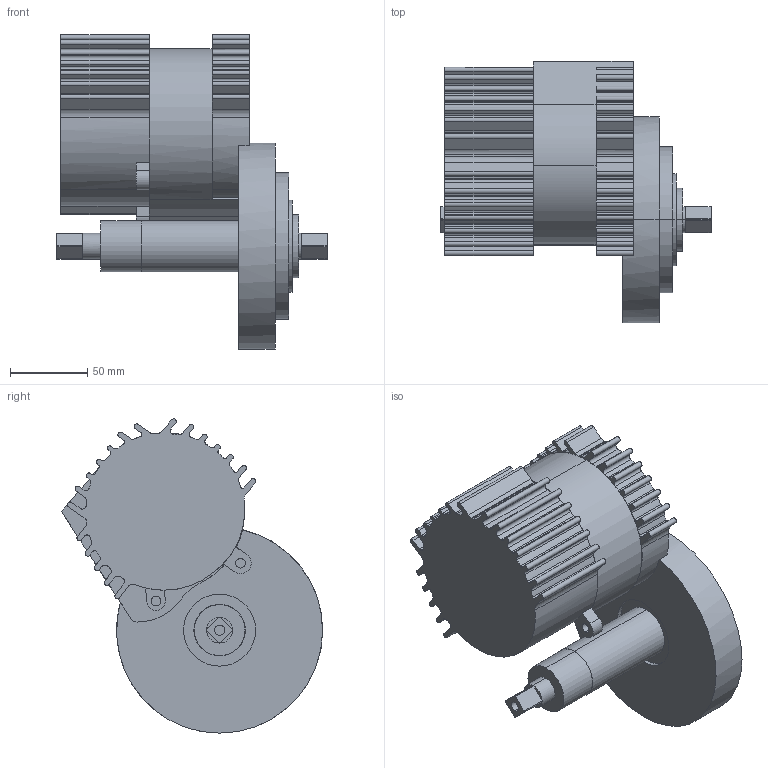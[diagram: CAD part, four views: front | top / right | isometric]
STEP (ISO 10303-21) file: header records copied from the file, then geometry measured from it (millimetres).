
FILE_DESCRIPTION (( 'STEP AP214' ), '1' );
FILE_NAME ('BBSHD.STEP', '2019-09-07T06:53:06', ( 'Lee' ), ( '' ), 'SwSTEP 2.0', 'SolidWorks 2015', '' );
FILE_SCHEMA (( 'AUTOMOTIVE_DESIGN' ));
Length unit declared in the file: inch
Products named in the file (1): BBSHD
Bounding box: 174.88 x 169.08 x 203.46 mm (x, y, z)
Volume: 1597567.5 mm3; surface area: 133377.3 mm2
Topology: 1 solids, 1 shells, 362 faces, 979 edges, 638 vertices
Faces by surface type: cylinder 204, plane 158
Entity records: 11599 total; most frequent: DIRECTION 2189, CARTESIAN_POINT 1980, ORIENTED_EDGE 1958, EDGE_CURVE 979, AXIS2_PLACEMENT_3D 847, VERTEX_POINT 638, VECTOR 495, LINE 495
